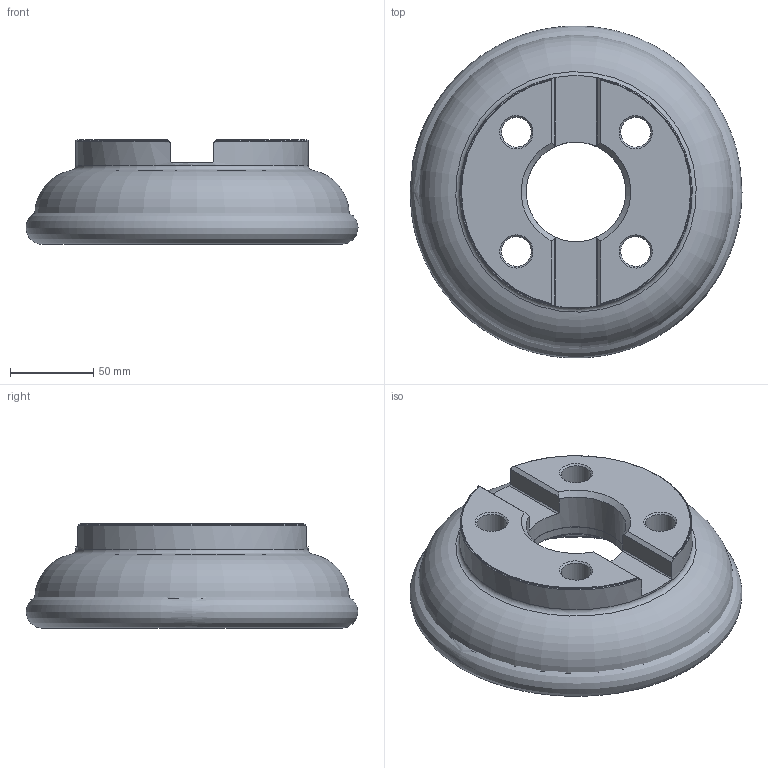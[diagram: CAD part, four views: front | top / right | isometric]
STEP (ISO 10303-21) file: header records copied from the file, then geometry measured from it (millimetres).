
FILE_DESCRIPTION(/* description */ (''),/* implementation_level */ '2;1');
FILE_NAME(/* name */ 'toolassembly_1.stp',/* time_stamp */ '2018-10-03T16:30:01+02:00',/* author */ (''),/* organization */ ('SMS'),/* preprocessor_version */ 'ST-DEVELOPER v15',/* originating_system */ 'SIEMENS PLM Software NX 8.5',/* authorisation */ '');
FILE_SCHEMA (('AUTOMOTIVE_DESIGN { 1 0 10303 214 3 1 1 1 }'));
Length unit declared in the file: millimetre
Products named in the file (4): ASSEMBLY_CONSTRUCTION; CUT_20181003162912; NOCUT_20181003162908; TOOLASSEMBLY_1
Assembly tree (3 placements, depth 2):
  TOOLASSEMBLY_1
    NOCUT_20181003162908
    CUT_20181003162912
    ASSEMBLY_CONSTRUCTION
Bounding box: 200 x 199.92 x 63 mm (x, y, z)
Volume: 1012149.7 mm3; surface area: 132438.5 mm2
Topology: 2 solids, 2 shells, 56 faces, 146 edges, 110 vertices
Faces by surface type: plane 22, cone 13, cylinder 11, torus 9, bspline 1
Full cylindrical faces by diameter (mm): 18 x4, 60.015 x1, 60.3 x1, 128.5 x1, 140 x1, 189.654 x1
Entity records: 4410 total; most frequent: CARTESIAN_POINT 2884, DIRECTION 310, ORIENTED_EDGE 212, AXIS2_PLACEMENT_3D 141, EDGE_CURVE 106, EDGE_LOOP 94, VERTEX_POINT 83, FACE_BOUND 73
